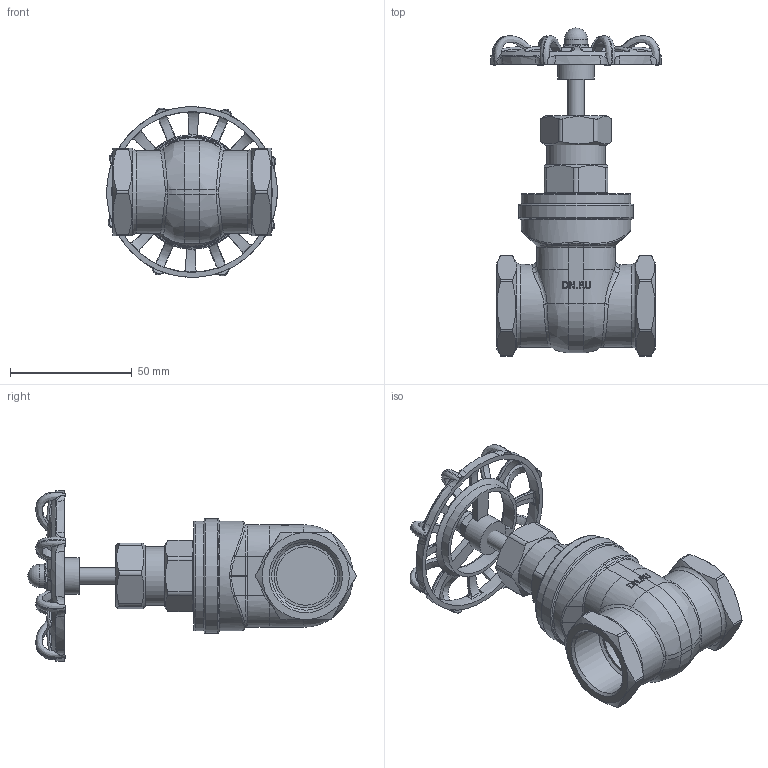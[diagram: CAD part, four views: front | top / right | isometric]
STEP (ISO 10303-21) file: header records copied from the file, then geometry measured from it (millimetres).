
FILE_DESCRIPTION(/* description */ (''),/* implementation_level */ '2;1');
FILE_NAME(/* name */ 'DN25_3D_STEP.stp',/* time_stamp */ '2024-12-02T00:35:30+03:00',/* author */ ('igorr'),/* organization */ (''),/* preprocessor_version */ 'ST-DEVELOPER v20',/* originating_system */ 'Autodesk Inventor 2025',/* authorisation */ '');
FILE_SCHEMA (('AUTOMOTIVE_DESIGN { 1 0 10303 214 3 1 1 }'));
Length unit declared in the file: millimetre
Products named in the file (4): Сборка; Деталь; Деталь1; CNS 4473 - M 6
Assembly tree (3 placements, depth 2):
  Сборка
    Деталь
    Деталь1
    CNS 4473 - M 6
Bounding box: 69.99 x 134.63 x 69.99 mm (x, y, z)
Volume: 114694.8 mm3; surface area: 35124.5 mm2
Topology: 3 solids, 3 shells, 511 faces, 1425 edges, 902 vertices
Faces by surface type: bspline 195, plane 148, cylinder 102, cone 46, torus 19, sphere 1
Full cylindrical faces by diameter (mm): 4.917 x1, 6 x1, 7 x1, 9.5 x1, 13.991 x1, 15 x1, 24 x3, 28 x2, 34 x2, 37 x1, 40 x1, 45 x2, 47 x1, 66 x1
Entity records: 25611 total; most frequent: CARTESIAN_POINT 13599, ORIENTED_EDGE 2846, DIRECTION 1723, EDGE_CURVE 1423, VERTEX_POINT 902, AXIS2_PLACEMENT_3D 687, B_SPLINE_CURVE_WITH_KNOTS 642, EDGE_LOOP 533
